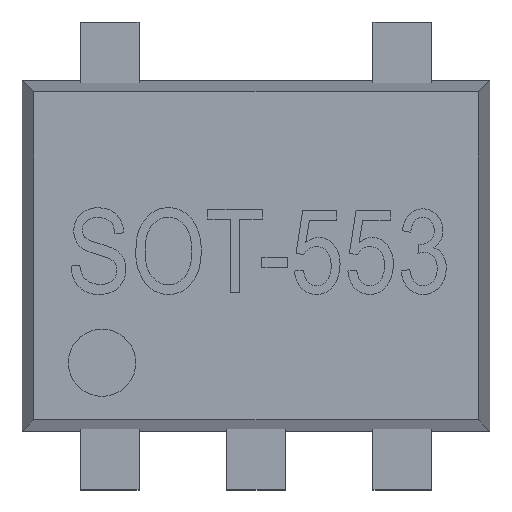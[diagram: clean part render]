
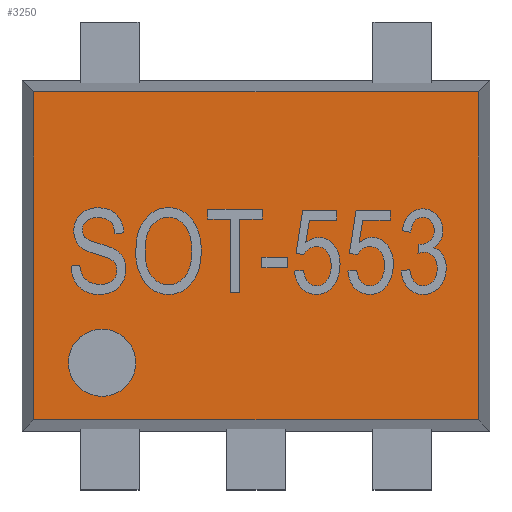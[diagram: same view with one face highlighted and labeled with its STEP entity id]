
A CAD part, top view. The second image highlights one B-rep face of the part: STEP entity #3250.
In plain terms, the highlighted planar face has unit normal (0, 0, 1).
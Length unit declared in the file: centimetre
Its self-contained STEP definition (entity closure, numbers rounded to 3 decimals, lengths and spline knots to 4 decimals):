
#457=VECTOR('',#3542,1.);
#461=VECTOR('',#3547,1.);
#464=VECTOR('',#3551,1.);
#467=VECTOR('',#3555,1.);
#728=LINE('',#3927,#457);
#732=LINE('',#3936,#461);
#735=LINE('',#3942,#464);
#738=LINE('',#3948,#467);
#1004=PLANE('',#3442);
#1085=VERTEX_POINT('',#3924);
#1086=VERTEX_POINT('',#3928);
#1087=VERTEX_POINT('',#3929);
#1090=VERTEX_POINT('',#3937);
#1092=VERTEX_POINT('',#3943);
#1407=CIRCLE('',#3436,0.0115);
#1412=EDGE_CURVE('',#1085,#1085,#1407,.T.);
#1413=EDGE_CURVE('',#1086,#1087,#728,.T.);
#1417=EDGE_CURVE('',#1087,#1090,#732,.T.);
#1420=EDGE_CURVE('',#1090,#1092,#735,.T.);
#1423=EDGE_CURVE('',#1092,#1086,#738,.T.);
#1911=ORIENTED_EDGE('',*,*,#1412,.T.);
#1912=ORIENTED_EDGE('',*,*,#1413,.F.);
#1913=ORIENTED_EDGE('',*,*,#1423,.F.);
#1914=ORIENTED_EDGE('',*,*,#1420,.F.);
#1915=ORIENTED_EDGE('',*,*,#1417,.F.);
#2861=EDGE_LOOP('',(#1911));
#2862=EDGE_LOOP('',(#1912,#1913,#1914,#1915));
#3056=FACE_BOUND('',#2861,.T.);
#3057=FACE_BOUND('',#2862,.T.);
#3250=ADVANCED_FACE('',(#3056,#3057),#1004,.T.);
#3436=AXIS2_PLACEMENT_3D('',#3923,#3538,#3539);
#3442=AXIS2_PLACEMENT_3D('',#3950,#3557,$);
#3538=DIRECTION('',(0.,0.,-1.));
#3539=DIRECTION('',(0.012,0.,0.));
#3542=DIRECTION('',(1.,0.,0.));
#3547=DIRECTION('',(0.,-1.,0.));
#3551=DIRECTION('',(-1.,0.,0.));
#3555=DIRECTION('',(0.,1.,0.));
#3557=DIRECTION('',(0.,0.,1.));
#3923=CARTESIAN_POINT('',(-0.0526,-0.0366,0.045));
#3924=CARTESIAN_POINT('',(-0.0411,-0.0366,0.045));
#3927=CARTESIAN_POINT('',(-0.08,0.0561,0.045));
#3928=CARTESIAN_POINT('',(-0.0761,0.0561,0.045));
#3929=CARTESIAN_POINT('',(0.0761,0.0561,0.045));
#3936=CARTESIAN_POINT('',(0.0761,0.06,0.045));
#3937=CARTESIAN_POINT('',(0.0761,-0.0561,0.045));
#3942=CARTESIAN_POINT('',(0.08,-0.0561,0.045));
#3943=CARTESIAN_POINT('',(-0.0761,-0.0561,0.045));
#3948=CARTESIAN_POINT('',(-0.0761,-0.06,0.045));
#3950=CARTESIAN_POINT('',(0.,0.,0.045));
